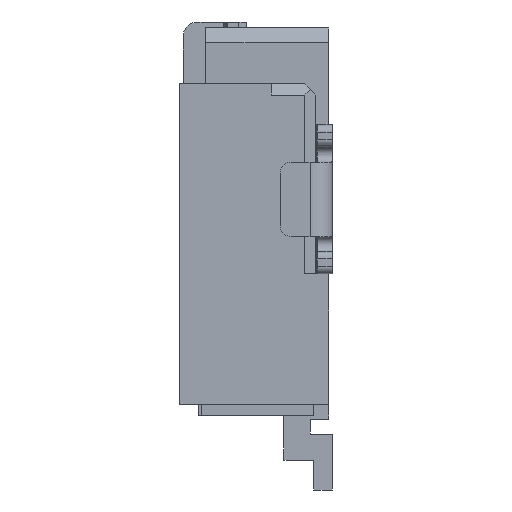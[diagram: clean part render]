
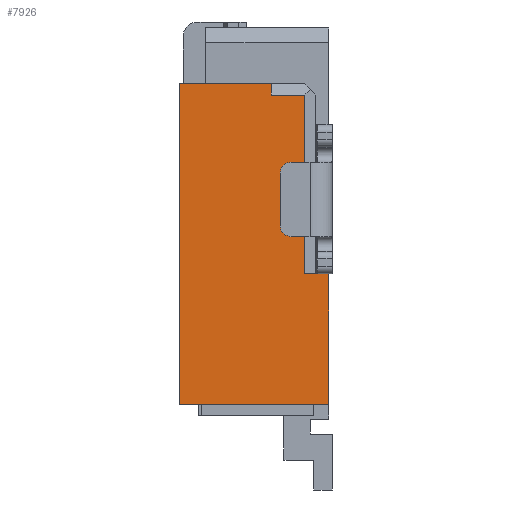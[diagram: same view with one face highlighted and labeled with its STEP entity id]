
A CAD part, left-side view. The second image highlights one B-rep face of the part: STEP entity #7926.
In plain terms, the highlighted planar face has unit normal (-1, 0, 0).
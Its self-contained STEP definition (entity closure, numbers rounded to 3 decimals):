
#4=DIRECTION('',(0.,-1.,0.));
#5=VECTOR('',#4,0.15);
#6=CARTESIAN_POINT('',(-3.4,-0.552,-3.38));
#7=LINE('',#6,#5);
#12=DIRECTION('',(0.,0.,-1.));
#13=VECTOR('',#12,1.75);
#14=CARTESIAN_POINT('',(-3.4,-0.702,-3.38));
#15=LINE('',#14,#13);
#19=DIRECTION('',(0.,1.,0.));
#20=VECTOR('',#19,2.);
#21=CARTESIAN_POINT('',(-3.4,-0.702,-5.13));
#22=LINE('',#21,#20);
#26=DIRECTION('',(0.,0.,1.));
#27=VECTOR('',#26,4.3);
#28=CARTESIAN_POINT('',(-3.4,1.298,-5.13));
#29=LINE('',#28,#27);
#33=DIRECTION('',(0.,-1.,0.));
#34=VECTOR('',#33,1.23);
#35=CARTESIAN_POINT('',(-3.4,1.298,-0.83));
#36=LINE('',#35,#34);
#40=DIRECTION('',(0.,0.,1.));
#41=VECTOR('',#40,0.15);
#42=CARTESIAN_POINT('',(-3.4,0.068,-0.98));
#43=LINE('',#42,#41);
#47=DIRECTION('',(0.,1.,0.));
#48=VECTOR('',#47,0.45);
#49=CARTESIAN_POINT('',(-3.4,-0.382,-0.98));
#50=LINE('',#49,#48);
#54=DIRECTION('',(0.,0.,1.));
#55=VECTOR('',#54,2.4);
#56=CARTESIAN_POINT('',(-3.4,-0.382,-3.38));
#57=LINE('',#56,#55);
#61=DIRECTION('',(0.,-1.,0.));
#62=VECTOR('',#61,0.17);
#63=CARTESIAN_POINT('',(-3.4,-0.382,-3.38));
#64=LINE('',#63,#62);
#6687=CARTESIAN_POINT('',(-3.4,-0.702,-5.13));
#6688=CARTESIAN_POINT('',(-3.4,1.298,-5.13));
#6689=VERTEX_POINT('',#6687);
#6690=VERTEX_POINT('',#6688);
#6691=CARTESIAN_POINT('',(-3.4,1.298,-0.83));
#6692=VERTEX_POINT('',#6691);
#6787=CARTESIAN_POINT('',(-3.4,-0.382,-3.38));
#6788=VERTEX_POINT('',#6787);
#6859=CARTESIAN_POINT('',(-3.4,0.068,-0.98));
#6860=CARTESIAN_POINT('',(-3.4,0.068,-0.83));
#6861=VERTEX_POINT('',#6859);
#6862=VERTEX_POINT('',#6860);
#6863=CARTESIAN_POINT('',(-3.4,-0.382,-0.98));
#6864=VERTEX_POINT('',#6863);
#6933=CARTESIAN_POINT('',(-3.4,-0.552,-3.38));
#6934=CARTESIAN_POINT('',(-3.4,-0.702,-3.38));
#6935=VERTEX_POINT('',#6933);
#6936=VERTEX_POINT('',#6934);
#7901=CARTESIAN_POINT('',(-3.4,0.,0.));
#7902=DIRECTION('',(1.,0.,0.));
#7903=DIRECTION('',(0.,0.,-1.));
#7904=AXIS2_PLACEMENT_3D('',#7901,#7902,#7903);
#7905=PLANE('',#7904);
#7907=ORIENTED_EDGE('',*,*,#7906,.T.);
#7909=ORIENTED_EDGE('',*,*,#7908,.T.);
#7911=ORIENTED_EDGE('',*,*,#7910,.T.);
#7913=ORIENTED_EDGE('',*,*,#7912,.T.);
#7915=ORIENTED_EDGE('',*,*,#7914,.T.);
#7917=ORIENTED_EDGE('',*,*,#7916,.F.);
#7919=ORIENTED_EDGE('',*,*,#7918,.F.);
#7921=ORIENTED_EDGE('',*,*,#7920,.F.);
#7923=ORIENTED_EDGE('',*,*,#7922,.T.);
#7924=EDGE_LOOP('',(#7907,#7909,#7911,#7913,#7915,#7917,#7919,#7921,#7923));
#7925=FACE_OUTER_BOUND('',#7924,.F.);
#7906=EDGE_CURVE('',#6935,#6936,#7,.T.);
#7908=EDGE_CURVE('',#6936,#6689,#15,.T.);
#7910=EDGE_CURVE('',#6689,#6690,#22,.T.);
#7912=EDGE_CURVE('',#6690,#6692,#29,.T.);
#7914=EDGE_CURVE('',#6692,#6862,#36,.T.);
#7916=EDGE_CURVE('',#6861,#6862,#43,.T.);
#7918=EDGE_CURVE('',#6864,#6861,#50,.T.);
#7920=EDGE_CURVE('',#6788,#6864,#57,.T.);
#7922=EDGE_CURVE('',#6788,#6935,#64,.T.);
#7926=ADVANCED_FACE('',(#7925),#7905,.F.);
